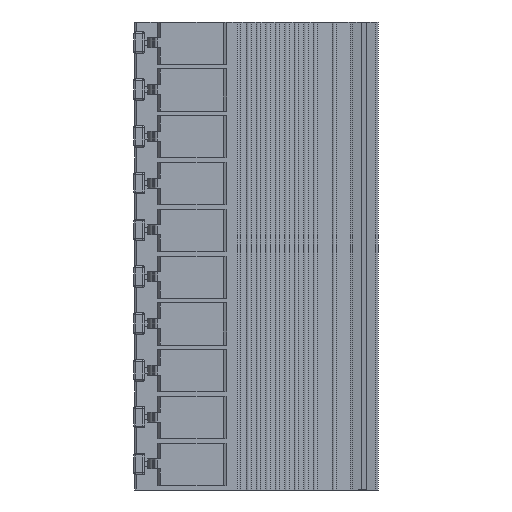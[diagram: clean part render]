
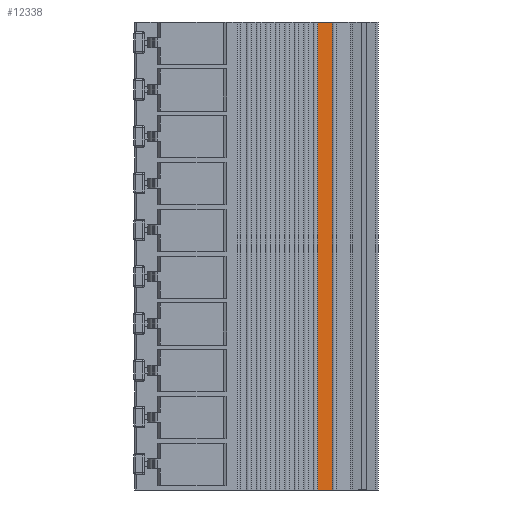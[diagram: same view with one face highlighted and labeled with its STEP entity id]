
A CAD part, front view. The second image highlights one B-rep face of the part: STEP entity #12338.
In plain terms, the highlighted planar face has unit normal (0.707, -0.707, 0).
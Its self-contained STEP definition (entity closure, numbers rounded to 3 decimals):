
#30 = EDGE_CURVE ( 'NONE', #8257, #32747, #16135, .T. ) ;
#34 = CARTESIAN_POINT ( 'NONE',  ( 13.913, 25.896, 0. ) ) ;
#3200 = DIRECTION ( 'NONE',  ( 0., 0., -1. ) ) ;
#5304 = EDGE_LOOP ( 'NONE', ( #29915, #19173, #10446, #27103 ) ) ;
#7757 = VERTEX_POINT ( 'NONE', #9501 ) ;
#8150 = DIRECTION ( 'NONE',  ( 0.707, 0.707, 0. ) ) ;
#8257 = VERTEX_POINT ( 'NONE', #24759 ) ;
#9501 = CARTESIAN_POINT ( 'NONE',  ( 15.61, 27.593, 5.2 ) ) ;
#10446 = ORIENTED_EDGE ( 'NONE', *, *, #30, .T. ) ;
#11336 = VECTOR ( 'NONE', #8150, 1000. ) ;
#12338 = ADVANCED_FACE ( 'NONE', ( #33751 ), #38553, .T. ) ;
#13372 = VERTEX_POINT ( 'NONE', #22312 ) ;
#13784 = LINE ( 'NONE', #32190, #32089 ) ;
#16135 = LINE ( 'NONE', #34, #32527 ) ;
#17318 = CARTESIAN_POINT ( 'NONE',  ( 5.441, 17.424, -46.8 ) ) ;
#17345 = DIRECTION ( 'NONE',  ( 0., 0., 1. ) ) ;
#17657 = DIRECTION ( 'NONE',  ( 0.707, 0.707, 0. ) ) ;
#19173 = ORIENTED_EDGE ( 'NONE', *, *, #23013, .F. ) ;
#20106 = DIRECTION ( 'NONE',  ( 0.707, -0.707, 0. ) ) ;
#22312 = CARTESIAN_POINT ( 'NONE',  ( 15.61, 27.593, -46.8 ) ) ;
#23013 = EDGE_CURVE ( 'NONE', #8257, #7757, #35094, .T. ) ;
#23237 = DIRECTION ( 'NONE',  ( 0.707, 0.707, 0. ) ) ;
#23752 = CARTESIAN_POINT ( 'NONE',  ( 13.913, 25.896, 5.2 ) ) ;
#24349 = EDGE_CURVE ( 'NONE', #13372, #7757, #13784, .T. ) ;
#24759 = CARTESIAN_POINT ( 'NONE',  ( 13.913, 25.896, 5.2 ) ) ;
#26160 = EDGE_CURVE ( 'NONE', #32747, #13372, #29628, .T. ) ;
#26241 = AXIS2_PLACEMENT_3D ( 'NONE', #32629, #20106, #23237 ) ;
#27103 = ORIENTED_EDGE ( 'NONE', *, *, #26160, .T. ) ;
#28315 = VECTOR ( 'NONE', #17657, 1000. ) ;
#29628 = LINE ( 'NONE', #17318, #11336 ) ;
#29915 = ORIENTED_EDGE ( 'NONE', *, *, #24349, .T. ) ;
#32089 = VECTOR ( 'NONE', #17345, 1000. ) ;
#32190 = CARTESIAN_POINT ( 'NONE',  ( 15.61, 27.593, 0. ) ) ;
#32527 = VECTOR ( 'NONE', #3200, 1000. ) ;
#32629 = CARTESIAN_POINT ( 'NONE',  ( 5.441, 17.424, 0. ) ) ;
#32747 = VERTEX_POINT ( 'NONE', #39267 ) ;
#33751 = FACE_OUTER_BOUND ( 'NONE', #5304, .T. ) ;
#35094 = LINE ( 'NONE', #23752, #28315 ) ;
#38553 = PLANE ( 'NONE',  #26241 ) ;
#39267 = CARTESIAN_POINT ( 'NONE',  ( 13.913, 25.896, -46.8 ) ) ;
